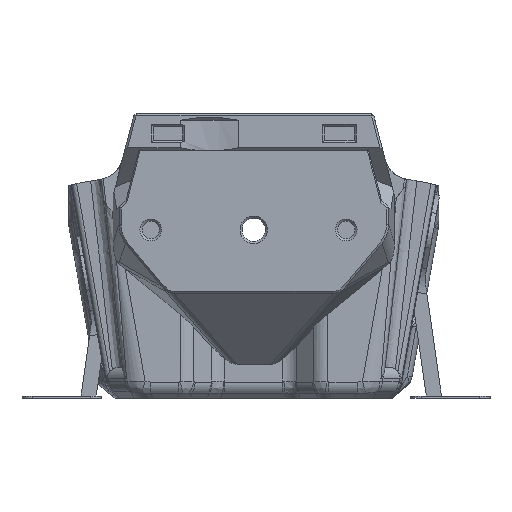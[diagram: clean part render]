
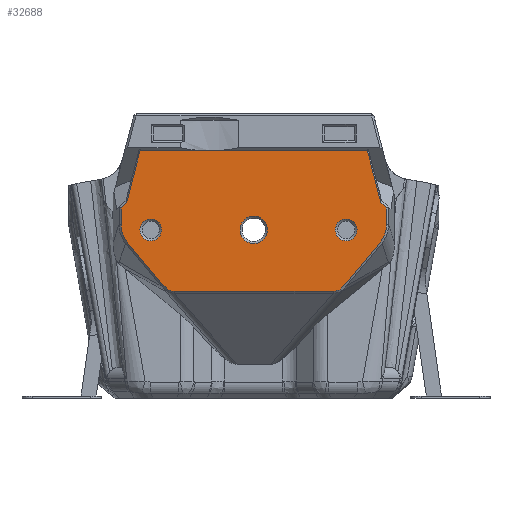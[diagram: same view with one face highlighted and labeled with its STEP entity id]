
A CAD part, front view. The second image highlights one B-rep face of the part: STEP entity #32688.
In plain terms, the highlighted planar face has unit normal (0, -1, 0).
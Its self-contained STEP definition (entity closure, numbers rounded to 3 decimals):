
#542=CIRCLE('',#34916,2.05);
#543=CIRCLE('',#34917,2.6);
#544=CIRCLE('',#34918,2.05);
#2397=LINE('',#49281,#5377);
#2416=LINE('',#49328,#5396);
#2455=LINE('',#49455,#5435);
#2456=LINE('',#49457,#5436);
#2457=LINE('',#49459,#5437);
#2458=LINE('',#49461,#5438);
#2459=LINE('',#49468,#5439);
#2460=LINE('',#49480,#5440);
#2461=LINE('',#49492,#5441);
#2462=LINE('',#49499,#5442);
#2463=LINE('',#49501,#5443);
#5377=VECTOR('',#38425,1000.);
#5396=VECTOR('',#38458,1000.);
#5435=VECTOR('',#38523,1000.);
#5436=VECTOR('',#38524,1000.);
#5437=VECTOR('',#38525,1000.);
#5438=VECTOR('',#38526,1000.);
#5439=VECTOR('',#38527,1000.);
#5440=VECTOR('',#38528,1000.);
#5441=VECTOR('',#38529,1000.);
#5442=VECTOR('',#38530,1000.);
#5443=VECTOR('',#38531,1000.);
#8177=PLANE('',#34915);
#10269=ORIENTED_EDGE('',*,*,#19933,.T.);
#10270=ORIENTED_EDGE('',*,*,#19934,.T.);
#10271=ORIENTED_EDGE('',*,*,#19935,.T.);
#10272=ORIENTED_EDGE('',*,*,#19883,.T.);
#10273=ORIENTED_EDGE('',*,*,#19860,.T.);
#10274=ORIENTED_EDGE('',*,*,#19936,.F.);
#10275=ORIENTED_EDGE('',*,*,#19937,.F.);
#10276=ORIENTED_EDGE('',*,*,#19938,.T.);
#10277=ORIENTED_EDGE('',*,*,#19939,.F.);
#10278=ORIENTED_EDGE('',*,*,#19940,.F.);
#10279=ORIENTED_EDGE('',*,*,#19941,.F.);
#10280=ORIENTED_EDGE('',*,*,#19942,.F.);
#10281=ORIENTED_EDGE('',*,*,#19943,.F.);
#10282=ORIENTED_EDGE('',*,*,#19944,.T.);
#10283=ORIENTED_EDGE('',*,*,#19945,.T.);
#10284=ORIENTED_EDGE('',*,*,#19946,.T.);
#10285=ORIENTED_EDGE('',*,*,#19947,.T.);
#10286=ORIENTED_EDGE('',*,*,#19948,.F.);
#10287=ORIENTED_EDGE('',*,*,#19949,.T.);
#10288=ORIENTED_EDGE('',*,*,#19950,.T.);
#19860=EDGE_CURVE('',#24751,#24750,#2397,.T.);
#19883=EDGE_CURVE('',#24772,#24751,#2416,.T.);
#19933=EDGE_CURVE('',#24818,#24818,#542,.T.);
#19934=EDGE_CURVE('',#24819,#24819,#543,.F.);
#19935=EDGE_CURVE('',#24820,#24772,#2455,.T.);
#19936=EDGE_CURVE('',#24821,#24750,#2456,.T.);
#19937=EDGE_CURVE('',#24822,#24821,#2457,.T.);
#19938=EDGE_CURVE('',#24822,#24823,#2458,.F.);
#19939=EDGE_CURVE('',#24824,#24823,#27700,.T.);
#19940=EDGE_CURVE('',#24825,#24824,#2459,.T.);
#19941=EDGE_CURVE('',#24826,#24825,#27701,.T.);
#19942=EDGE_CURVE('',#24827,#24826,#27702,.T.);
#19943=EDGE_CURVE('',#24828,#24827,#2460,.T.);
#19944=EDGE_CURVE('',#24828,#24829,#27703,.T.);
#19945=EDGE_CURVE('',#24829,#24830,#27704,.T.);
#19946=EDGE_CURVE('',#24830,#24831,#2461,.T.);
#19947=EDGE_CURVE('',#24831,#24832,#27705,.T.);
#19948=EDGE_CURVE('',#24833,#24832,#2462,.F.);
#19949=EDGE_CURVE('',#24833,#24820,#2463,.T.);
#19950=EDGE_CURVE('',#24834,#24834,#544,.T.);
#24750=VERTEX_POINT('',#49280);
#24751=VERTEX_POINT('',#49282);
#24772=VERTEX_POINT('',#49329);
#24818=VERTEX_POINT('',#49452);
#24819=VERTEX_POINT('',#49454);
#24820=VERTEX_POINT('',#49456);
#24821=VERTEX_POINT('',#49458);
#24822=VERTEX_POINT('',#49460);
#24823=VERTEX_POINT('',#49462);
#24824=VERTEX_POINT('',#49467);
#24825=VERTEX_POINT('',#49469);
#24826=VERTEX_POINT('',#49474);
#24827=VERTEX_POINT('',#49479);
#24828=VERTEX_POINT('',#49481);
#24829=VERTEX_POINT('',#49486);
#24830=VERTEX_POINT('',#49491);
#24831=VERTEX_POINT('',#49493);
#24832=VERTEX_POINT('',#49498);
#24833=VERTEX_POINT('',#49500);
#24834=VERTEX_POINT('',#49503);
#27700=B_SPLINE_CURVE_WITH_KNOTS('',3,(#49463,#49464,#49465,#49466),
 .UNSPECIFIED.,.F.,.F.,(4,4),(0.,0.004),.UNSPECIFIED.);
#27701=B_SPLINE_CURVE_WITH_KNOTS('',3,(#49470,#49471,#49472,#49473),
 .UNSPECIFIED.,.F.,.F.,(4,4),(0.,0.002),.UNSPECIFIED.);
#27702=B_SPLINE_CURVE_WITH_KNOTS('',3,(#49475,#49476,#49477,#49478),
 .UNSPECIFIED.,.F.,.F.,(4,4),(0.,0.001),.UNSPECIFIED.);
#27703=B_SPLINE_CURVE_WITH_KNOTS('',3,(#49482,#49483,#49484,#49485),
 .UNSPECIFIED.,.F.,.F.,(4,4),(0.,0.001),.UNSPECIFIED.);
#27704=B_SPLINE_CURVE_WITH_KNOTS('',3,(#49487,#49488,#49489,#49490),
 .UNSPECIFIED.,.F.,.F.,(4,4),(0.,0.002),
 .UNSPECIFIED.);
#27705=B_SPLINE_CURVE_WITH_KNOTS('',3,(#49494,#49495,#49496,#49497),
 .UNSPECIFIED.,.F.,.F.,(4,4),(0.017,0.02),
 .UNSPECIFIED.);
#28563=EDGE_LOOP('',(#10269));
#28564=EDGE_LOOP('',(#10270));
#28565=EDGE_LOOP('',(#10271,#10272,#10273,#10274,#10275,#10276,#10277,#10278,
#10279,#10280,#10281,#10282,#10283,#10284,#10285,#10286,#10287));
#28566=EDGE_LOOP('',(#10288));
#30608=FACE_BOUND('',#28563,.T.);
#30609=FACE_BOUND('',#28564,.T.);
#30610=FACE_BOUND('',#28565,.T.);
#30611=FACE_BOUND('',#28566,.T.);
#32688=ADVANCED_FACE('',(#30608,#30609,#30610,#30611),#8177,.T.);
#34915=AXIS2_PLACEMENT_3D('',#49450,#38517,#38518);
#34916=AXIS2_PLACEMENT_3D('',#49451,#38519,#38520);
#34917=AXIS2_PLACEMENT_3D('',#49453,#38521,#38522);
#34918=AXIS2_PLACEMENT_3D('',#49502,#38532,#38533);
#38425=DIRECTION('',(-1.,0.,0.));
#38458=DIRECTION('',(-1.,0.,0.));
#38517=DIRECTION('',(0.,-1.,0.));
#38518=DIRECTION('',(1.,0.,0.));
#38519=DIRECTION('',(0.,1.,0.));
#38520=DIRECTION('',(0.,0.,1.));
#38521=DIRECTION('',(0.,-1.,0.));
#38522=DIRECTION('',(0.,0.,-1.));
#38523=DIRECTION('',(-0.25,0.,0.968));
#38524=DIRECTION('',(0.25,0.,0.968));
#38525=DIRECTION('',(0.714,0.,0.7));
#38526=DIRECTION('',(0.,0.,1.));
#38527=DIRECTION('',(-0.643,0.,0.766));
#38528=DIRECTION('',(-1.,0.,0.));
#38529=DIRECTION('',(0.643,0.,0.766));
#38530=DIRECTION('',(0.,0.,1.));
#38531=DIRECTION('',(-0.714,0.,0.7));
#38532=DIRECTION('',(0.,1.,0.));
#38533=DIRECTION('',(0.,0.,1.));
#49280=CARTESIAN_POINT('',(-21.524,-30.914,46.796));
#49281=CARTESIAN_POINT('',(21.765,-30.914,46.796));
#49282=CARTESIAN_POINT('',(-8.4,-30.914,46.796));
#49328=CARTESIAN_POINT('',(21.765,-30.914,46.796));
#49329=CARTESIAN_POINT('',(21.524,-30.914,46.796));
#49450=CARTESIAN_POINT('',(0.,-30.914,33.146));
#49451=CARTESIAN_POINT('',(17.499,-30.914,31.853));
#49452=CARTESIAN_POINT('',(17.499,-30.914,33.903));
#49453=CARTESIAN_POINT('',(0.,-30.914,31.85));
#49454=CARTESIAN_POINT('',(0.,-30.914,29.25));
#49455=CARTESIAN_POINT('',(23.483,-30.914,39.22));
#49456=CARTESIAN_POINT('',(24.05,-30.914,37.028));
#49457=CARTESIAN_POINT('',(-23.525,-30.914,39.06));
#49458=CARTESIAN_POINT('',(-24.05,-30.914,37.028));
#49459=CARTESIAN_POINT('',(-13.808,-30.914,47.065));
#49460=CARTESIAN_POINT('',(-25.107,-30.914,35.993));
#49461=CARTESIAN_POINT('',(-25.107,-30.914,32.976));
#49462=CARTESIAN_POINT('',(-25.107,-30.914,32.789));
#49463=CARTESIAN_POINT('',(-23.973,-30.914,29.532));
#49464=CARTESIAN_POINT('',(-24.732,-30.914,30.438));
#49465=CARTESIAN_POINT('',(-25.107,-30.914,31.609));
#49466=CARTESIAN_POINT('',(-25.107,-30.914,32.789));
#49467=CARTESIAN_POINT('',(-23.973,-30.914,29.532));
#49468=CARTESIAN_POINT('',(-15.763,-30.914,19.748));
#49469=CARTESIAN_POINT('',(-17.431,-30.914,21.735));
#49470=CARTESIAN_POINT('',(-16.377,-30.914,20.624));
#49471=CARTESIAN_POINT('',(-16.749,-30.914,20.974));
#49472=CARTESIAN_POINT('',(-17.102,-30.914,21.344));
#49473=CARTESIAN_POINT('',(-17.431,-30.914,21.735));
#49474=CARTESIAN_POINT('',(-16.377,-30.914,20.624));
#49475=CARTESIAN_POINT('',(-15.042,-30.914,20.209));
#49476=CARTESIAN_POINT('',(-15.517,-30.914,20.209));
#49477=CARTESIAN_POINT('',(-15.969,-30.914,20.384));
#49478=CARTESIAN_POINT('',(-16.377,-30.914,20.624));
#49479=CARTESIAN_POINT('',(-15.042,-30.914,20.209));
#49480=CARTESIAN_POINT('',(0.,-30.914,20.209));
#49481=CARTESIAN_POINT('',(15.042,-30.914,20.209));
#49482=CARTESIAN_POINT('',(15.042,-30.914,20.209));
#49483=CARTESIAN_POINT('',(15.517,-30.914,20.209));
#49484=CARTESIAN_POINT('',(15.969,-30.914,20.384));
#49485=CARTESIAN_POINT('',(16.377,-30.914,20.624));
#49486=CARTESIAN_POINT('',(16.377,-30.914,20.624));
#49487=CARTESIAN_POINT('',(16.377,-30.914,20.624));
#49488=CARTESIAN_POINT('',(16.749,-30.914,20.974));
#49489=CARTESIAN_POINT('',(17.102,-30.914,21.344));
#49490=CARTESIAN_POINT('',(17.431,-30.914,21.735));
#49491=CARTESIAN_POINT('',(17.431,-30.914,21.735));
#49492=CARTESIAN_POINT('',(15.763,-30.914,19.748));
#49493=CARTESIAN_POINT('',(23.973,-30.914,29.532));
#49494=CARTESIAN_POINT('',(23.973,-30.914,29.532));
#49495=CARTESIAN_POINT('',(24.733,-30.914,30.439));
#49496=CARTESIAN_POINT('',(25.107,-30.914,31.616));
#49497=CARTESIAN_POINT('',(25.107,-30.914,32.789));
#49498=CARTESIAN_POINT('',(25.107,-30.914,32.789));
#49499=CARTESIAN_POINT('',(25.107,-30.914,32.976));
#49500=CARTESIAN_POINT('',(25.107,-30.914,35.993));
#49501=CARTESIAN_POINT('',(13.808,-30.914,47.065));
#49502=CARTESIAN_POINT('',(-19.501,-30.914,31.853));
#49503=CARTESIAN_POINT('',(-19.501,-30.914,33.903));
